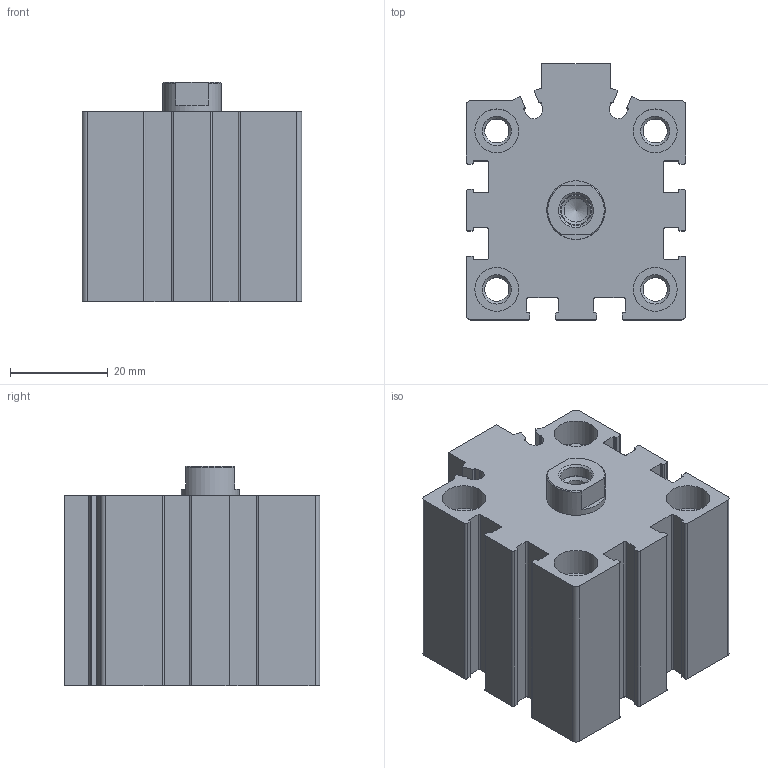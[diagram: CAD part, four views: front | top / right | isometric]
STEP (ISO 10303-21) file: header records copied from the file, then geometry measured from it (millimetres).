
FILE_DESCRIPTION(/* description */ ('STEP AP214'),/* implementation_level */ '2;1');
FILE_NAME(/* name */ '188210_ADVC-32-10-I-P',/* time_stamp */ '2024-08-01T21:02:21+02:00',/* author */ ('License CC BY-ND 4.0'),/* organization */ ('CADENAS'),/* preprocessor_version */ 'ST-DEVELOPER v19.3',/* originating_system */ 'PARTsolutions',/* authorisation */ ' ');
FILE_SCHEMA (('AUTOMOTIVE_DESIGN {1 0 10303 214 3 1 1}'));
Length unit declared in the file: millimetre
Products named in the file (3): 188210 ADVC-32-10-I-P---(asm_0); 188210 ADVC-32-10-I-P---(ZR); 188210 ADVC-32-10-I-P---(K)
Assembly tree (2 placements, depth 2):
  188210 ADVC-32-10-I-P---(asm_0)
    188210 ADVC-32-10-I-P---(ZR)
    188210 ADVC-32-10-I-P---(K)
Bounding box: 45 x 52.5 x 45 mm (x, y, z)
Volume: 62891.9 mm3; surface area: 24763 mm2
Topology: 2 solids, 2 shells, 191 faces, 515 edges, 342 vertices
Faces by surface type: cylinder 90, plane 86, cone 15
Full cylindrical faces by diameter (mm): 4.917 x5, 6.4 x1, 8.566 x2, 9 x8, 12 x2, 32 x2
Entity records: 5889 total; most frequent: DIRECTION 1052, CARTESIAN_POINT 1009, ORIENTED_EDGE 942, EDGE_CURVE 471, AXIS2_PLACEMENT_3D 391, VERTEX_POINT 332, LINE 270, VECTOR 270
